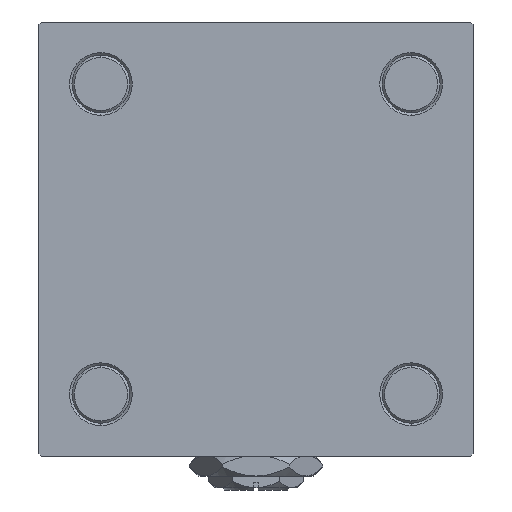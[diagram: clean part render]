
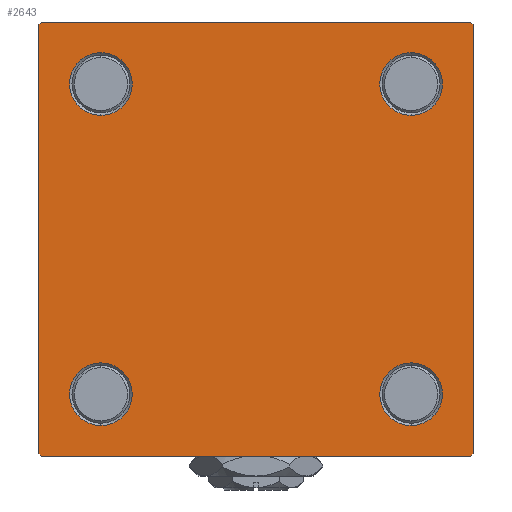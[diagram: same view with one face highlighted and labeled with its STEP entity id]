
A CAD part, left-side view. The second image highlights one B-rep face of the part: STEP entity #2643.
In plain terms, the highlighted planar face has unit normal (-1, 0, 0).
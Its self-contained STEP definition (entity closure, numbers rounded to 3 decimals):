
#251 = DIRECTION ( 'NONE',  ( 0., -1., 0. ) ) ;
#554 = ORIENTED_EDGE ( 'NONE', *, *, #49159, .T. ) ;
#1222 = CARTESIAN_POINT ( 'NONE',  ( 0., -32.15, 25.65 ) ) ;
#1570 = CARTESIAN_POINT ( 'NONE',  ( 0., 32.15, -25.65 ) ) ;
#2045 = EDGE_LOOP ( 'NONE', ( #21868, #45587 ) ) ;
#2643 = ADVANCED_FACE ( 'NONE', ( #46132, #21558, #45594, #37667, #38176 ), #18090, .T. ) ;
#3563 = CARTESIAN_POINT ( 'NONE',  ( 0., 44.75, -44.75 ) ) ;
#3577 = CARTESIAN_POINT ( 'NONE',  ( 0., 44.5, 45. ) ) ;
#4147 = EDGE_CURVE ( 'NONE', #40778, #45878, #36509, .T. ) ;
#4247 = EDGE_CURVE ( 'NONE', #26883, #33511, #40219, .T. ) ;
#4528 = CARTESIAN_POINT ( 'NONE',  ( 0., -32.15, -32.15 ) ) ;
#4789 = EDGE_CURVE ( 'NONE', #30341, #18184, #50170, .T. ) ;
#4868 = VERTEX_POINT ( 'NONE', #38016 ) ;
#5071 = CIRCLE ( 'NONE', #34625, 6.5 ) ;
#5238 = DIRECTION ( 'NONE',  ( 0., 0., 1. ) ) ;
#5627 = AXIS2_PLACEMENT_3D ( 'NONE', #19418, #10706, #22865 ) ;
#5801 = CARTESIAN_POINT ( 'NONE',  ( 0., 32.15, -32.15 ) ) ;
#5990 = DIRECTION ( 'NONE',  ( 1., 0., 0. ) ) ;
#6440 = DIRECTION ( 'NONE',  ( -1., 0., 0. ) ) ;
#6834 = CIRCLE ( 'NONE', #49926, 6.5 ) ;
#7593 = DIRECTION ( 'NONE',  ( 1., 0., 0. ) ) ;
#9061 = CARTESIAN_POINT ( 'NONE',  ( 0., 45., 45. ) ) ;
#9248 = CARTESIAN_POINT ( 'NONE',  ( 0., 44.75, 44.75 ) ) ;
#10459 = CARTESIAN_POINT ( 'NONE',  ( 0., -44.75, -44.75 ) ) ;
#10461 = CARTESIAN_POINT ( 'NONE',  ( 0., 44.5, -45. ) ) ;
#10703 = EDGE_CURVE ( 'NONE', #25298, #51559, #18405, .T. ) ;
#10706 = DIRECTION ( 'NONE',  ( 1., 0., 0. ) ) ;
#10923 = VECTOR ( 'NONE', #37723, 1000. ) ;
#11480 = VECTOR ( 'NONE', #25205, 1000. ) ;
#11713 = AXIS2_PLACEMENT_3D ( 'NONE', #4528, #37293, #50207 ) ;
#12103 = CIRCLE ( 'NONE', #35747, 6.5 ) ;
#12437 = VERTEX_POINT ( 'NONE', #33879 ) ;
#12796 = CARTESIAN_POINT ( 'NONE',  ( 0., -44.5, 45. ) ) ;
#12901 = EDGE_CURVE ( 'NONE', #40778, #4868, #41941, .T. ) ;
#14686 = EDGE_CURVE ( 'NONE', #43193, #32599, #5071, .T. ) ;
#15509 = VECTOR ( 'NONE', #26854, 1000. ) ;
#17958 = AXIS2_PLACEMENT_3D ( 'NONE', #50626, #6440, #42129 ) ;
#18041 = ORIENTED_EDGE ( 'NONE', *, *, #14686, .T. ) ;
#18090 = PLANE ( 'NONE',  #17958 ) ;
#18101 = ORIENTED_EDGE ( 'NONE', *, *, #37308, .T. ) ;
#18184 = VERTEX_POINT ( 'NONE', #1222 ) ;
#18405 = CIRCLE ( 'NONE', #11713, 6.5 ) ;
#18484 = ORIENTED_EDGE ( 'NONE', *, *, #4147, .T. ) ;
#19418 = CARTESIAN_POINT ( 'NONE',  ( 0., -32.15, 32.15 ) ) ;
#20780 = VERTEX_POINT ( 'NONE', #29357 ) ;
#20813 = EDGE_CURVE ( 'NONE', #22488, #12437, #6834, .T. ) ;
#20919 = DIRECTION ( 'NONE',  ( 0., 0.707, 0.707 ) ) ;
#21411 = VECTOR ( 'NONE', #20919, 1000. ) ;
#21553 = ORIENTED_EDGE ( 'NONE', *, *, #40601, .T. ) ;
#21558 = FACE_BOUND ( 'NONE', #2045, .T. ) ;
#21868 = ORIENTED_EDGE ( 'NONE', *, *, #10703, .T. ) ;
#22275 = AXIS2_PLACEMENT_3D ( 'NONE', #28785, #44909, #5238 ) ;
#22488 = VERTEX_POINT ( 'NONE', #1570 ) ;
#22559 = EDGE_LOOP ( 'NONE', ( #52151, #554 ) ) ;
#22678 = ORIENTED_EDGE ( 'NONE', *, *, #4789, .T. ) ;
#22790 = ORIENTED_EDGE ( 'NONE', *, *, #36611, .T. ) ;
#22865 = DIRECTION ( 'NONE',  ( 0., 0., 1. ) ) ;
#23158 = DIRECTION ( 'NONE',  ( 0., -0.707, -0.707 ) ) ;
#24591 = ORIENTED_EDGE ( 'NONE', *, *, #12901, .F. ) ;
#24684 = LINE ( 'NONE', #52208, #30059 ) ;
#25031 = VERTEX_POINT ( 'NONE', #10461 ) ;
#25095 = EDGE_CURVE ( 'NONE', #50706, #25031, #39775, .T. ) ;
#25205 = DIRECTION ( 'NONE',  ( 0., -1., 0. ) ) ;
#25298 = VERTEX_POINT ( 'NONE', #41797 ) ;
#26338 = DIRECTION ( 'NONE',  ( 0., 0., 1. ) ) ;
#26854 = DIRECTION ( 'NONE',  ( 0., -0.707, 0.707 ) ) ;
#26883 = VERTEX_POINT ( 'NONE', #3577 ) ;
#27958 = DIRECTION ( 'NONE',  ( 0., 0., 1. ) ) ;
#28785 = CARTESIAN_POINT ( 'NONE',  ( 0., -32.15, 32.15 ) ) ;
#28794 = CARTESIAN_POINT ( 'NONE',  ( 0., 45., -45. ) ) ;
#29297 = DIRECTION ( 'NONE',  ( 0., 0., 1. ) ) ;
#29357 = CARTESIAN_POINT ( 'NONE',  ( 0., -44.5, -45. ) ) ;
#30059 = VECTOR ( 'NONE', #40796, 1000. ) ;
#30308 = DIRECTION ( 'NONE',  ( 1., 0., 0. ) ) ;
#30341 = VERTEX_POINT ( 'NONE', #43427 ) ;
#30998 = ORIENTED_EDGE ( 'NONE', *, *, #51664, .T. ) ;
#31932 = CARTESIAN_POINT ( 'NONE',  ( 0., 32.15, 32.15 ) ) ;
#32599 = VERTEX_POINT ( 'NONE', #52125 ) ;
#32626 = CIRCLE ( 'NONE', #5627, 6.5 ) ;
#33196 = EDGE_LOOP ( 'NONE', ( #22790, #39828, #30998, #46586, #24591, #18484, #47748, #42494 ) ) ;
#33275 = CARTESIAN_POINT ( 'NONE',  ( 0., 32.15, 38.65 ) ) ;
#33330 = DIRECTION ( 'NONE',  ( 0., 0.707, -0.707 ) ) ;
#33511 = VERTEX_POINT ( 'NONE', #42796 ) ;
#33766 = EDGE_LOOP ( 'NONE', ( #22678, #18101 ) ) ;
#33879 = CARTESIAN_POINT ( 'NONE',  ( 0., 32.15, -38.65 ) ) ;
#34092 = VECTOR ( 'NONE', #251, 1000. ) ;
#34519 = LINE ( 'NONE', #10459, #15509 ) ;
#34625 = AXIS2_PLACEMENT_3D ( 'NONE', #35569, #30308, #26338 ) ;
#35569 = CARTESIAN_POINT ( 'NONE',  ( 0., 32.15, 32.15 ) ) ;
#35747 = AXIS2_PLACEMENT_3D ( 'NONE', #46939, #46407, #39252 ) ;
#36509 = LINE ( 'NONE', #44694, #21411 ) ;
#36611 = EDGE_CURVE ( 'NONE', #33511, #50706, #24684, .T. ) ;
#36719 = EDGE_CURVE ( 'NONE', #26883, #45878, #45032, .T. ) ;
#36762 = DIRECTION ( 'NONE',  ( 0., 0., 1. ) ) ;
#37293 = DIRECTION ( 'NONE',  ( 1., 0., 0. ) ) ;
#37308 = EDGE_CURVE ( 'NONE', #18184, #30341, #32626, .T. ) ;
#37395 = AXIS2_PLACEMENT_3D ( 'NONE', #42199, #5990, #29297 ) ;
#37667 = FACE_BOUND ( 'NONE', #47526, .T. ) ;
#37723 = DIRECTION ( 'NONE',  ( 0., 0., -1. ) ) ;
#38016 = CARTESIAN_POINT ( 'NONE',  ( 0., -45., -44.5 ) ) ;
#38176 = FACE_OUTER_BOUND ( 'NONE', #33196, .T. ) ;
#39069 = VECTOR ( 'NONE', #23158, 1000. ) ;
#39252 = DIRECTION ( 'NONE',  ( 0., 0., 1. ) ) ;
#39728 = CIRCLE ( 'NONE', #49046, 6.5 ) ;
#39775 = LINE ( 'NONE', #3563, #39069 ) ;
#39828 = ORIENTED_EDGE ( 'NONE', *, *, #25095, .T. ) ;
#40219 = LINE ( 'NONE', #9248, #50976 ) ;
#40601 = EDGE_CURVE ( 'NONE', #32599, #43193, #39728, .T. ) ;
#40778 = VERTEX_POINT ( 'NONE', #40831 ) ;
#40796 = DIRECTION ( 'NONE',  ( 0., 0., -1. ) ) ;
#40831 = CARTESIAN_POINT ( 'NONE',  ( 0., -45., 44.5 ) ) ;
#41797 = CARTESIAN_POINT ( 'NONE',  ( 0., -32.15, -25.65 ) ) ;
#41941 = LINE ( 'NONE', #46185, #10923 ) ;
#42129 = DIRECTION ( 'NONE',  ( 0., 0., 1. ) ) ;
#42199 = CARTESIAN_POINT ( 'NONE',  ( 0., 32.15, -32.15 ) ) ;
#42494 = ORIENTED_EDGE ( 'NONE', *, *, #4247, .T. ) ;
#42796 = CARTESIAN_POINT ( 'NONE',  ( 0., 45., 44.5 ) ) ;
#43193 = VERTEX_POINT ( 'NONE', #33275 ) ;
#43280 = CARTESIAN_POINT ( 'NONE',  ( 0., 45., -44.5 ) ) ;
#43427 = CARTESIAN_POINT ( 'NONE',  ( 0., -32.15, 38.65 ) ) ;
#44138 = CARTESIAN_POINT ( 'NONE',  ( 0., -32.15, -38.65 ) ) ;
#44648 = LINE ( 'NONE', #28794, #34092 ) ;
#44694 = CARTESIAN_POINT ( 'NONE',  ( 0., -44.75, 44.75 ) ) ;
#44909 = DIRECTION ( 'NONE',  ( 1., 0., 0. ) ) ;
#45032 = LINE ( 'NONE', #9061, #11480 ) ;
#45474 = DIRECTION ( 'NONE',  ( 1., 0., 0. ) ) ;
#45587 = ORIENTED_EDGE ( 'NONE', *, *, #51023, .T. ) ;
#45594 = FACE_BOUND ( 'NONE', #22559, .T. ) ;
#45878 = VERTEX_POINT ( 'NONE', #12796 ) ;
#46132 = FACE_BOUND ( 'NONE', #33766, .T. ) ;
#46185 = CARTESIAN_POINT ( 'NONE',  ( 0., -45., 45. ) ) ;
#46407 = DIRECTION ( 'NONE',  ( 1., 0., 0. ) ) ;
#46586 = ORIENTED_EDGE ( 'NONE', *, *, #51792, .T. ) ;
#46939 = CARTESIAN_POINT ( 'NONE',  ( 0., -32.15, -32.15 ) ) ;
#47526 = EDGE_LOOP ( 'NONE', ( #18041, #21553 ) ) ;
#47748 = ORIENTED_EDGE ( 'NONE', *, *, #36719, .F. ) ;
#49046 = AXIS2_PLACEMENT_3D ( 'NONE', #31932, #7593, #27958 ) ;
#49159 = EDGE_CURVE ( 'NONE', #12437, #22488, #51762, .T. ) ;
#49926 = AXIS2_PLACEMENT_3D ( 'NONE', #5801, #45474, #36762 ) ;
#50170 = CIRCLE ( 'NONE', #22275, 6.5 ) ;
#50207 = DIRECTION ( 'NONE',  ( 0., 0., 1. ) ) ;
#50626 = CARTESIAN_POINT ( 'NONE',  ( 0., 0., 0. ) ) ;
#50706 = VERTEX_POINT ( 'NONE', #43280 ) ;
#50976 = VECTOR ( 'NONE', #33330, 1000. ) ;
#51023 = EDGE_CURVE ( 'NONE', #51559, #25298, #12103, .T. ) ;
#51559 = VERTEX_POINT ( 'NONE', #44138 ) ;
#51664 = EDGE_CURVE ( 'NONE', #25031, #20780, #44648, .T. ) ;
#51762 = CIRCLE ( 'NONE', #37395, 6.5 ) ;
#51792 = EDGE_CURVE ( 'NONE', #20780, #4868, #34519, .T. ) ;
#52125 = CARTESIAN_POINT ( 'NONE',  ( 0., 32.15, 25.65 ) ) ;
#52151 = ORIENTED_EDGE ( 'NONE', *, *, #20813, .T. ) ;
#52208 = CARTESIAN_POINT ( 'NONE',  ( 0., 45., 45. ) ) ;
